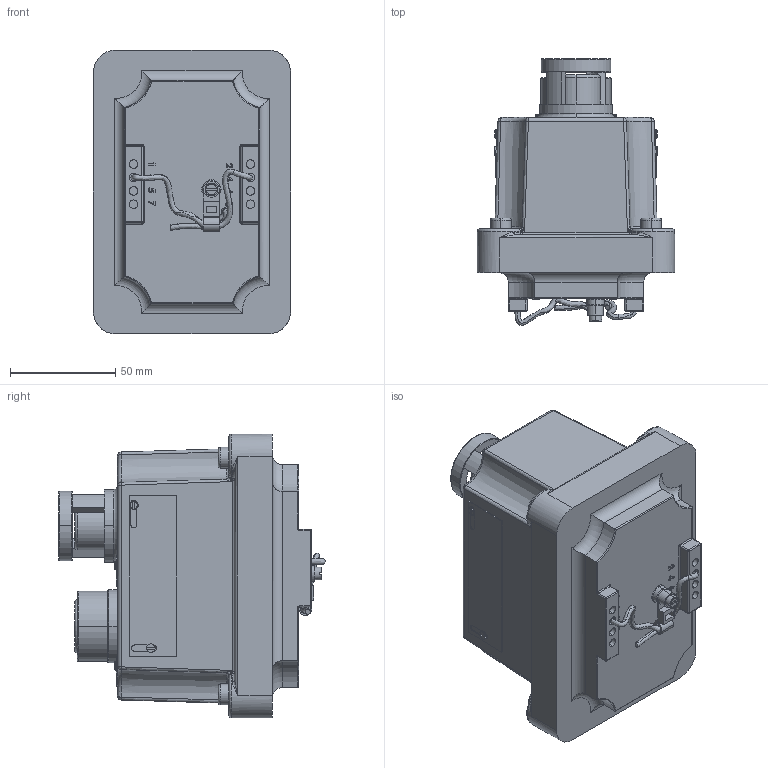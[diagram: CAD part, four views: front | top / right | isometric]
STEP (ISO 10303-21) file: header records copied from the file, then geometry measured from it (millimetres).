
FILE_DESCRIPTION (( 'STEP AP214' ), '1' );
FILE_NAME ('FXCS-0B13-UD.step', '2016-03-09T20:28:51', ( '' ), ( '' ), 'SwSTEP 2.0', 'SolidWorks 2015', '' );
FILE_SCHEMA (( 'AUTOMOTIVE_DESIGN' ));
Length unit declared in the file: inch
Products named in the file (1): FXCS-0B13-UD
Bounding box: 93.73 x 126.71 x 134.87 mm (x, y, z)
Volume: 816749.5 mm3; surface area: 69478.3 mm2
Topology: 1 solids, 1 shells, 750 faces, 1926 edges, 1154 vertices
Faces by surface type: plane 310, cylinder 163, bspline 149, torus 88, sphere 32, cone 8
Entity records: 35522 total; most frequent: CARTESIAN_POINT 13002, ORIENTED_EDGE 3756, DIRECTION 3274, EDGE_CURVE 1878, AXIS2_PLACEMENT_3D 1223, VERTEX_POINT 1154, VECTOR 828, LINE 828
